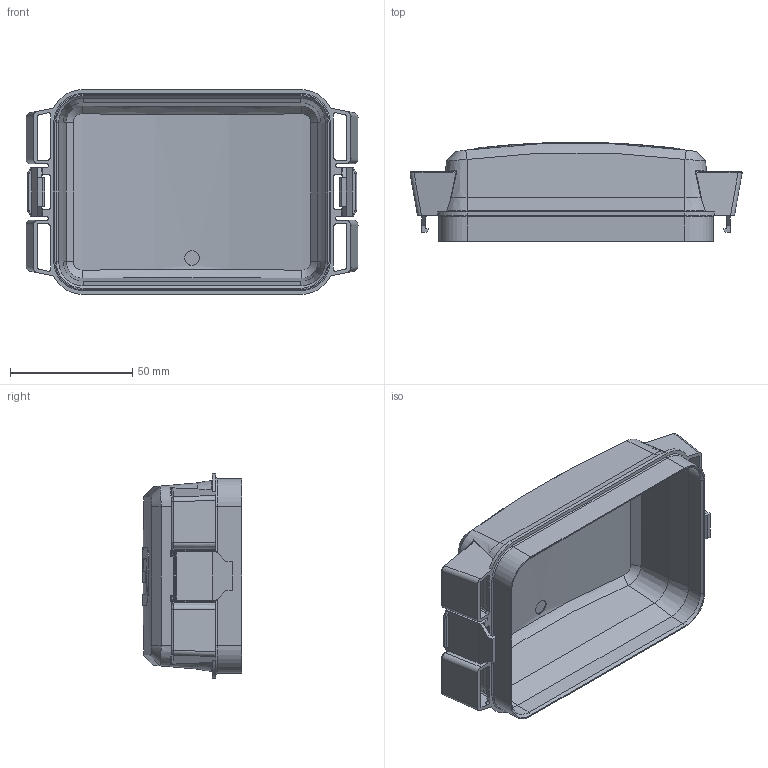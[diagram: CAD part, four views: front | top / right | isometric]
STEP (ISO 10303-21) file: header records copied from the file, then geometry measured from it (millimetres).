
FILE_DESCRIPTION((''),'2;1');
FILE_NAME('C27-1021-1','2018-06-07T08:57:45',('jwisneski'),(''),'CREO PARAMETRIC BY PTC INC, 2017110','CREO PARAMETRIC BY PTC INC, 2017110','');
FILE_SCHEMA(('CONFIG_CONTROL_DESIGN'));
Length unit declared in the file: millimetre
Products named in the file (1): C27-1021-1
Bounding box: 135.69 x 40.5 x 83.7 mm (x, y, z)
Volume: 38222.2 mm3; surface area: 50788.5 mm2
Topology: 1 solids, 1 shells, 534 faces, 1339 edges, 806 vertices
Faces by surface type: cylinder 201, plane 189, bspline 80, torus 28, cone 24, sphere 12
Entity records: 20258 total; most frequent: CARTESIAN_POINT 8216, ORIENTED_EDGE 2678, DIRECTION 2273, EDGE_CURVE 1339, VERTEX_POINT 806, AXIS2_PLACEMENT_3D 802, VECTOR 669, LINE 669
